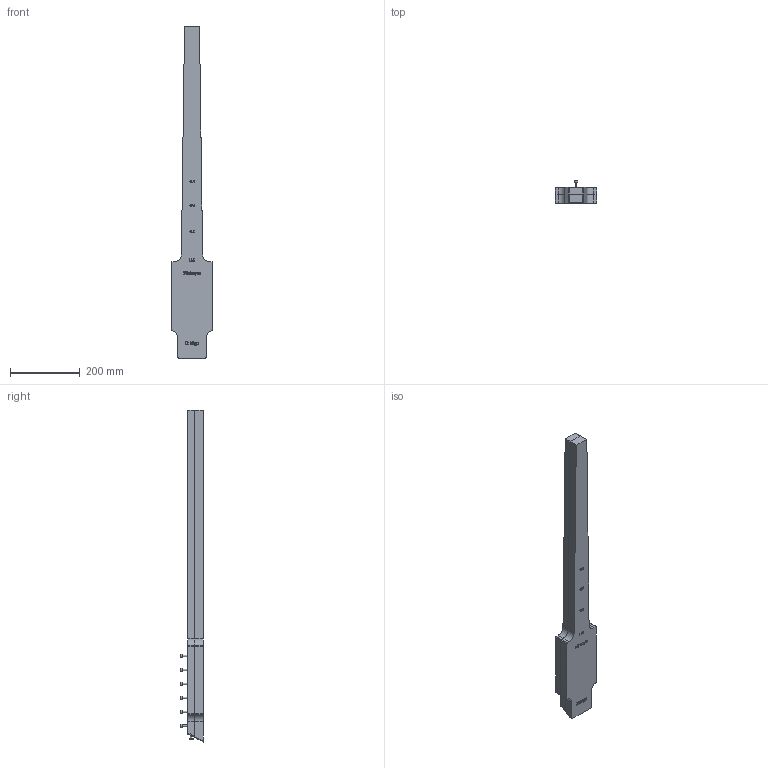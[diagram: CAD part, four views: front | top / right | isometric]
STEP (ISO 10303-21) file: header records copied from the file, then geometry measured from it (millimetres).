
FILE_DESCRIPTION(/* description */ ('STEP AP242','CAx-IF Rec.Pracs.---Representation and Presentation of Product Manufacturing Information (PMI)---4.0---2014-10-13','CAx-IF Rec.Pracs.---3D Tessellated Geometry---0.4---2014-09-14','2;1'),/* implementation_level */ '2;1');
FILE_NAME(/* name */ '68ff2c7a97357d345ae12b24',/* time_stamp */ '2025-10-27T08:25:34Z',/* author */ (''),/* organization */ (''),/* preprocessor_version */ 'ST-DEVELOPER v20',/* originating_system */ 'ONSHAPE BY PTC INC, 1.205',/* authorisation */ ' ');
FILE_SCHEMA (('AP242_MANAGED_MODEL_BASED_3D_ENGINEERING_MIM_LF { 1 0 10303 442 1 1 4 }'));
Length unit declared in the file: millimetre
Products named in the file (2): Negative; Reserved Airspace
Bounding box: 118.65 x 65 x 951.12 mm (x, y, z)
Volume: 2896973 mm3; surface area: 356376.4 mm2
Topology: 2 solids, 2 shells, 606 faces, 1702 edges, 1146 vertices
Faces by surface type: bspline 606
Entity records: 20705 total; most frequent: CARTESIAN_POINT 6695, ORIENTED_EDGE 3404, DIRECTION 2202, EDGE_CURVE 1702, VERTEX_POINT 1146, LINE 1032, VECTOR 1032, EDGE_LOOP 652
